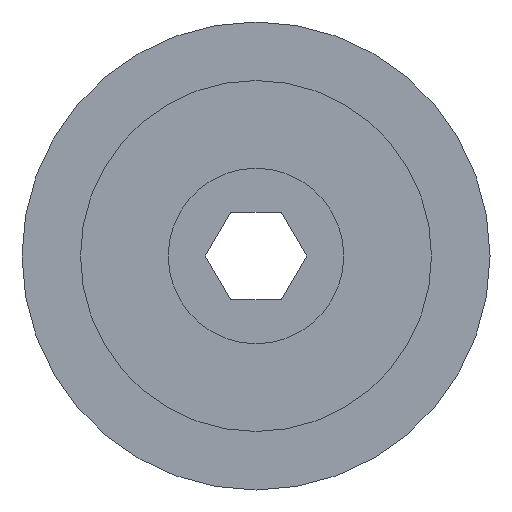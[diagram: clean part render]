
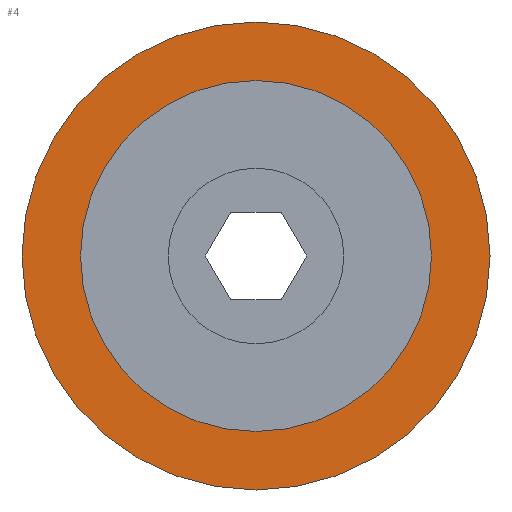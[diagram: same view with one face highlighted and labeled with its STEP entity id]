
A CAD part, front view. The second image highlights one B-rep face of the part: STEP entity #4.
In plain terms, the highlighted planar face has unit normal (0, -1, 0).
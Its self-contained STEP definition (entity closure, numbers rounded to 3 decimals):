
#4 = ADVANCED_FACE ( 'NONE', ( #272, #270 ), #269, .F. ) ;
#31 = EDGE_LOOP ( 'NONE', ( #385, #193 ) ) ;
#35 = DIRECTION ( 'NONE',  ( 0., 0., 1. ) ) ;
#65 = EDGE_CURVE ( 'NONE', #156, #79, #422, .T. ) ;
#78 = DIRECTION ( 'NONE',  ( 0., 1., 0. ) ) ;
#79 = VERTEX_POINT ( 'NONE', #408 ) ;
#124 = VERTEX_POINT ( 'NONE', #501 ) ;
#125 = EDGE_CURVE ( 'NONE', #126, #124, #471, .T. ) ;
#126 = VERTEX_POINT ( 'NONE', #497 ) ;
#151 = EDGE_CURVE ( 'NONE', #79, #156, #655, .T. ) ;
#156 = VERTEX_POINT ( 'NONE', #516 ) ;
#180 = CIRCLE ( 'NONE', #181, 3. ) ;
#181 = AXIS2_PLACEMENT_3D ( 'NONE', #183, #78, #35 ) ;
#183 = CARTESIAN_POINT ( 'NONE',  ( 0., -11.1, 0. ) ) ;
#193 = ORIENTED_EDGE ( 'NONE', *, *, #282, .T. ) ;
#196 = ORIENTED_EDGE ( 'NONE', *, *, #151, .T. ) ;
#254 = DIRECTION ( 'NONE',  ( 0., 0., 1. ) ) ;
#263 = DIRECTION ( 'NONE',  ( 0., 1., 0. ) ) ;
#266 = AXIS2_PLACEMENT_3D ( 'NONE', #271, #263, #254 ) ;
#269 = PLANE ( 'NONE',  #266 ) ;
#270 = FACE_OUTER_BOUND ( 'NONE', #338, .T. ) ;
#271 = CARTESIAN_POINT ( 'NONE',  ( 0., -11.1, 0. ) ) ;
#272 = FACE_BOUND ( 'NONE', #31, .T. ) ;
#282 = EDGE_CURVE ( 'NONE', #124, #126, #180, .T. ) ;
#283 = ORIENTED_EDGE ( 'NONE', *, *, #65, .T. ) ;
#338 = EDGE_LOOP ( 'NONE', ( #283, #196 ) ) ;
#385 = ORIENTED_EDGE ( 'NONE', *, *, #125, .T. ) ;
#406 = DIRECTION ( 'NONE',  ( 0., 0., 1. ) ) ;
#408 = CARTESIAN_POINT ( 'NONE',  ( 0., -11.1, -4. ) ) ;
#409 = AXIS2_PLACEMENT_3D ( 'NONE', #414, #423, #406 ) ;
#414 = CARTESIAN_POINT ( 'NONE',  ( 0., -11.1, 0. ) ) ;
#422 = CIRCLE ( 'NONE', #409, 4. ) ;
#423 = DIRECTION ( 'NONE',  ( 0., -1., 0. ) ) ;
#451 = AXIS2_PLACEMENT_3D ( 'NONE', #456, #496, #495 ) ;
#456 = CARTESIAN_POINT ( 'NONE',  ( 0., -11.1, 0. ) ) ;
#471 = CIRCLE ( 'NONE', #451, 3. ) ;
#495 = DIRECTION ( 'NONE',  ( 0., 0., 1. ) ) ;
#496 = DIRECTION ( 'NONE',  ( 0., 1., 0. ) ) ;
#497 = CARTESIAN_POINT ( 'NONE',  ( 0., -11.1, 3. ) ) ;
#501 = CARTESIAN_POINT ( 'NONE',  ( 0., -11.1, -3. ) ) ;
#516 = CARTESIAN_POINT ( 'NONE',  ( 0., -11.1, 4. ) ) ;
#521 = CARTESIAN_POINT ( 'NONE',  ( 0., -11.1, 0. ) ) ;
#652 = DIRECTION ( 'NONE',  ( 0., 0., 1. ) ) ;
#653 = DIRECTION ( 'NONE',  ( 0., -1., 0. ) ) ;
#654 = AXIS2_PLACEMENT_3D ( 'NONE', #521, #653, #652 ) ;
#655 = CIRCLE ( 'NONE', #654, 4. ) ;
